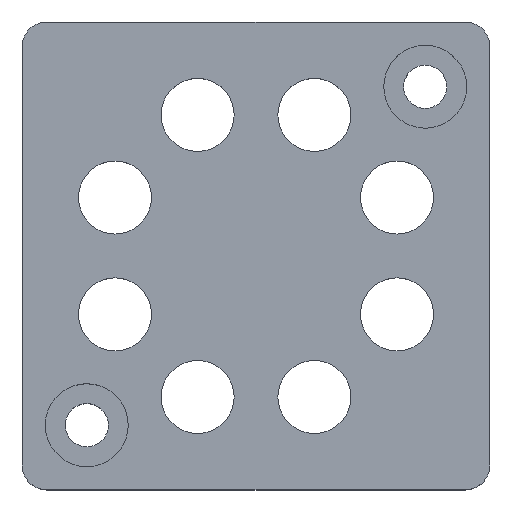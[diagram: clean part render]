
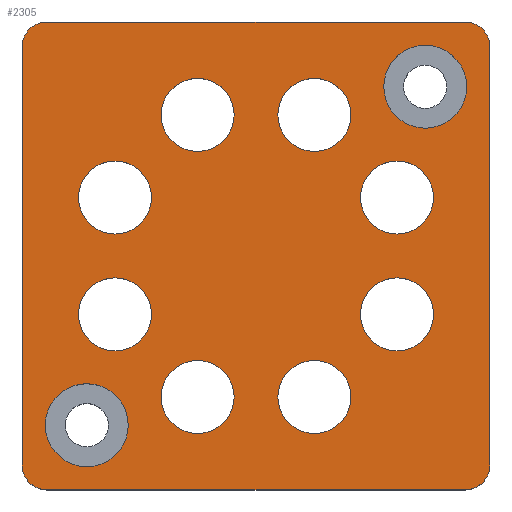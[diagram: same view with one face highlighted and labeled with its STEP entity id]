
A CAD part, top view. The second image highlights one B-rep face of the part: STEP entity #2305.
In plain terms, the highlighted planar face has unit normal (0, 0, 1).
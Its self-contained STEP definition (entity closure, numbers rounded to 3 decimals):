
#30=FACE_BOUND('',#358,.T.);
#31=FACE_BOUND('',#359,.T.);
#32=FACE_BOUND('',#360,.T.);
#33=FACE_BOUND('',#361,.T.);
#34=FACE_BOUND('',#362,.T.);
#35=FACE_BOUND('',#363,.T.);
#36=FACE_BOUND('',#364,.T.);
#37=FACE_BOUND('',#365,.T.);
#38=FACE_BOUND('',#366,.T.);
#39=FACE_BOUND('',#367,.T.);
#106=PLANE('',#2564);
#224=FACE_OUTER_BOUND('',#357,.T.);
#357=EDGE_LOOP('',(#2119,#2120,#2121,#2122,#2123,#2124,#2125,#2126));
#358=EDGE_LOOP('',(#2127));
#359=EDGE_LOOP('',(#2128));
#360=EDGE_LOOP('',(#2129));
#361=EDGE_LOOP('',(#2130));
#362=EDGE_LOOP('',(#2131));
#363=EDGE_LOOP('',(#2132));
#364=EDGE_LOOP('',(#2133));
#365=EDGE_LOOP('',(#2134));
#366=EDGE_LOOP('',(#2135));
#367=EDGE_LOOP('',(#2136));
#560=LINE('',#3860,#775);
#565=LINE('',#3874,#780);
#581=LINE('',#3924,#796);
#582=LINE('',#3926,#797);
#775=VECTOR('',#3165,10.);
#780=VECTOR('',#3180,10.);
#796=VECTOR('',#3248,10.);
#797=VECTOR('',#3251,10.);
#828=CIRCLE('',#2390,2.2);
#831=CIRCLE('',#2396,2.2);
#834=CIRCLE('',#2402,2.2);
#861=CIRCLE('',#2456,2.2);
#864=CIRCLE('',#2462,2.2);
#867=CIRCLE('',#2468,2.2);
#878=CIRCLE('',#2490,2.2);
#889=CIRCLE('',#2512,2.2);
#890=CIRCLE('',#2514,1.5);
#906=CIRCLE('',#2533,1.5);
#907=CIRCLE('',#2535,1.5);
#908=CIRCLE('',#2538,1.5);
#912=CIRCLE('',#2554,2.5);
#915=CIRCLE('',#2560,2.5);
#978=VERTEX_POINT('',#3435);
#983=VERTEX_POINT('',#3451);
#988=VERTEX_POINT('',#3467);
#1047=VERTEX_POINT('',#3636);
#1052=VERTEX_POINT('',#3652);
#1057=VERTEX_POINT('',#3668);
#1080=VERTEX_POINT('',#3735);
#1103=VERTEX_POINT('',#3802);
#1104=VERTEX_POINT('',#3806);
#1105=VERTEX_POINT('',#3807);
#1125=VERTEX_POINT('',#3859);
#1126=VERTEX_POINT('',#3863);
#1127=VERTEX_POINT('',#3867);
#1128=VERTEX_POINT('',#3869);
#1129=VERTEX_POINT('',#3873);
#1130=VERTEX_POINT('',#3877);
#1134=VERTEX_POINT('',#3907);
#1137=VERTEX_POINT('',#3918);
#1226=EDGE_CURVE('',#978,#978,#828,.T.);
#1234=EDGE_CURVE('',#983,#983,#831,.T.);
#1242=EDGE_CURVE('',#988,#988,#834,.T.);
#1325=EDGE_CURVE('',#1047,#1047,#861,.T.);
#1333=EDGE_CURVE('',#1052,#1052,#864,.T.);
#1341=EDGE_CURVE('',#1057,#1057,#867,.T.);
#1374=EDGE_CURVE('',#1080,#1080,#878,.T.);
#1407=EDGE_CURVE('',#1103,#1103,#889,.T.);
#1408=EDGE_CURVE('',#1104,#1105,#890,.T.);
#1438=EDGE_CURVE('',#1125,#1105,#560,.T.);
#1440=EDGE_CURVE('',#1125,#1126,#906,.T.);
#1443=EDGE_CURVE('',#1127,#1128,#907,.T.);
#1445=EDGE_CURVE('',#1129,#1128,#565,.T.);
#1447=EDGE_CURVE('',#1129,#1130,#908,.T.);
#1461=EDGE_CURVE('',#1134,#1134,#912,.T.);
#1466=EDGE_CURVE('',#1137,#1137,#915,.T.);
#1469=EDGE_CURVE('',#1104,#1130,#581,.T.);
#1470=EDGE_CURVE('',#1127,#1126,#582,.T.);
#2119=ORIENTED_EDGE('',*,*,#1408,.F.);
#2120=ORIENTED_EDGE('',*,*,#1469,.T.);
#2121=ORIENTED_EDGE('',*,*,#1447,.F.);
#2122=ORIENTED_EDGE('',*,*,#1445,.T.);
#2123=ORIENTED_EDGE('',*,*,#1443,.F.);
#2124=ORIENTED_EDGE('',*,*,#1470,.T.);
#2125=ORIENTED_EDGE('',*,*,#1440,.F.);
#2126=ORIENTED_EDGE('',*,*,#1438,.T.);
#2127=ORIENTED_EDGE('',*,*,#1374,.T.);
#2128=ORIENTED_EDGE('',*,*,#1226,.T.);
#2129=ORIENTED_EDGE('',*,*,#1234,.T.);
#2130=ORIENTED_EDGE('',*,*,#1407,.T.);
#2131=ORIENTED_EDGE('',*,*,#1325,.T.);
#2132=ORIENTED_EDGE('',*,*,#1333,.T.);
#2133=ORIENTED_EDGE('',*,*,#1242,.T.);
#2134=ORIENTED_EDGE('',*,*,#1341,.T.);
#2135=ORIENTED_EDGE('',*,*,#1461,.T.);
#2136=ORIENTED_EDGE('',*,*,#1466,.T.);
#2305=ADVANCED_FACE('',(#224,#30,#31,#32,#33,#34,#35,#36,#37,#38,#39),#106,
 .T.);
#2390=AXIS2_PLACEMENT_3D('',#3437,#2747,#2748);
#2396=AXIS2_PLACEMENT_3D('',#3453,#2764,#2765);
#2402=AXIS2_PLACEMENT_3D('',#3469,#2781,#2782);
#2456=AXIS2_PLACEMENT_3D('',#3638,#2945,#2946);
#2462=AXIS2_PLACEMENT_3D('',#3654,#2962,#2963);
#2468=AXIS2_PLACEMENT_3D('',#3670,#2979,#2980);
#2490=AXIS2_PLACEMENT_3D('',#3737,#3045,#3046);
#2512=AXIS2_PLACEMENT_3D('',#3804,#3111,#3112);
#2514=AXIS2_PLACEMENT_3D('',#3808,#3115,#3116);
#2533=AXIS2_PLACEMENT_3D('',#3864,#3169,#3170);
#2535=AXIS2_PLACEMENT_3D('',#3870,#3175,#3176);
#2538=AXIS2_PLACEMENT_3D('',#3878,#3184,#3185);
#2554=AXIS2_PLACEMENT_3D('',#3908,#3226,#3227);
#2560=AXIS2_PLACEMENT_3D('',#3919,#3240,#3241);
#2564=AXIS2_PLACEMENT_3D('',#3927,#3252,#3253);
#2747=DIRECTION('center_axis',(0.,0.,-1.));
#2748=DIRECTION('ref_axis',(-1.,0.,0.));
#2764=DIRECTION('center_axis',(0.,0.,-1.));
#2765=DIRECTION('ref_axis',(0.,1.,0.));
#2781=DIRECTION('center_axis',(0.,0.,-1.));
#2782=DIRECTION('ref_axis',(1.,0.,0.));
#2945=DIRECTION('center_axis',(0.,0.,-1.));
#2946=DIRECTION('ref_axis',(1.,0.,0.));
#2962=DIRECTION('center_axis',(0.,0.,-1.));
#2963=DIRECTION('ref_axis',(0.,-1.,0.));
#2979=DIRECTION('center_axis',(0.,0.,-1.));
#2980=DIRECTION('ref_axis',(-1.,0.,0.));
#3045=DIRECTION('center_axis',(0.,0.,-1.));
#3046=DIRECTION('ref_axis',(0.,-1.,0.));
#3111=DIRECTION('center_axis',(0.,0.,-1.));
#3112=DIRECTION('ref_axis',(0.,1.,0.));
#3115=DIRECTION('center_axis',(0.,0.,-1.));
#3116=DIRECTION('ref_axis',(-0.707,-0.707,0.));
#3165=DIRECTION('',(0.,-1.,0.));
#3169=DIRECTION('center_axis',(0.,0.,-1.));
#3170=DIRECTION('ref_axis',(-0.707,0.707,0.));
#3175=DIRECTION('center_axis',(0.,0.,-1.));
#3176=DIRECTION('ref_axis',(0.707,0.707,0.));
#3180=DIRECTION('',(0.,1.,0.));
#3184=DIRECTION('center_axis',(0.,0.,-1.));
#3185=DIRECTION('ref_axis',(0.707,-0.707,0.));
#3226=DIRECTION('center_axis',(0.,0.,-1.));
#3227=DIRECTION('ref_axis',(-1.,0.,0.));
#3240=DIRECTION('center_axis',(0.,0.,-1.));
#3241=DIRECTION('ref_axis',(1.,0.,0.));
#3248=DIRECTION('',(1.,0.,0.));
#3251=DIRECTION('',(-1.,0.,0.));
#3252=DIRECTION('center_axis',(0.,0.,1.));
#3253=DIRECTION('ref_axis',(1.,0.,0.));
#3435=CARTESIAN_POINT('',(5.72,-8.5,2.));
#3437=CARTESIAN_POINT('Origin',(3.52,-8.5,2.));
#3451=CARTESIAN_POINT('',(-8.5,-5.72,2.));
#3453=CARTESIAN_POINT('Origin',(-8.5,-3.52,2.));
#3467=CARTESIAN_POINT('',(-5.72,8.5,2.));
#3469=CARTESIAN_POINT('Origin',(-3.52,8.5,2.));
#3636=CARTESIAN_POINT('',(-5.72,-8.5,2.));
#3638=CARTESIAN_POINT('Origin',(-3.52,-8.5,2.));
#3652=CARTESIAN_POINT('',(-8.5,5.72,2.));
#3654=CARTESIAN_POINT('Origin',(-8.5,3.52,2.));
#3668=CARTESIAN_POINT('',(5.72,8.5,2.));
#3670=CARTESIAN_POINT('Origin',(3.52,8.5,2.));
#3735=CARTESIAN_POINT('',(8.5,5.72,2.));
#3737=CARTESIAN_POINT('Origin',(8.5,3.52,2.));
#3802=CARTESIAN_POINT('',(8.5,-5.72,2.));
#3804=CARTESIAN_POINT('Origin',(8.5,-3.52,2.));
#3806=CARTESIAN_POINT('',(-12.6,-14.1,2.));
#3807=CARTESIAN_POINT('',(-14.1,-12.6,2.));
#3808=CARTESIAN_POINT('Origin',(-12.6,-12.6,2.));
#3859=CARTESIAN_POINT('',(-14.1,12.6,2.));
#3860=CARTESIAN_POINT('',(-14.1,14.1,2.));
#3863=CARTESIAN_POINT('',(-12.6,14.1,2.));
#3864=CARTESIAN_POINT('Origin',(-12.6,12.6,2.));
#3867=CARTESIAN_POINT('',(12.6,14.1,2.));
#3869=CARTESIAN_POINT('',(14.1,12.6,2.));
#3870=CARTESIAN_POINT('Origin',(12.6,12.6,2.));
#3873=CARTESIAN_POINT('',(14.1,-12.6,2.));
#3874=CARTESIAN_POINT('',(14.1,-14.1,2.));
#3877=CARTESIAN_POINT('',(12.6,-14.1,2.));
#3878=CARTESIAN_POINT('Origin',(12.6,-12.6,2.));
#3907=CARTESIAN_POINT('',(12.7,10.2,2.));
#3908=CARTESIAN_POINT('Origin',(10.2,10.2,2.));
#3918=CARTESIAN_POINT('',(-12.7,-10.2,2.));
#3919=CARTESIAN_POINT('Origin',(-10.2,-10.2,2.));
#3924=CARTESIAN_POINT('',(-14.1,-14.1,2.));
#3926=CARTESIAN_POINT('',(14.1,14.1,2.));
#3927=CARTESIAN_POINT('Origin',(0.,0.,2.));
